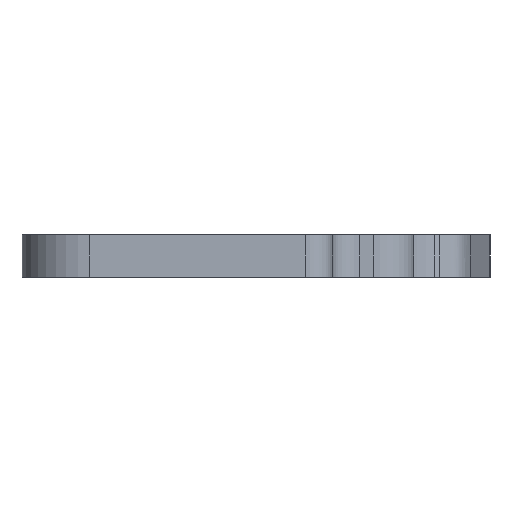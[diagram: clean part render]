
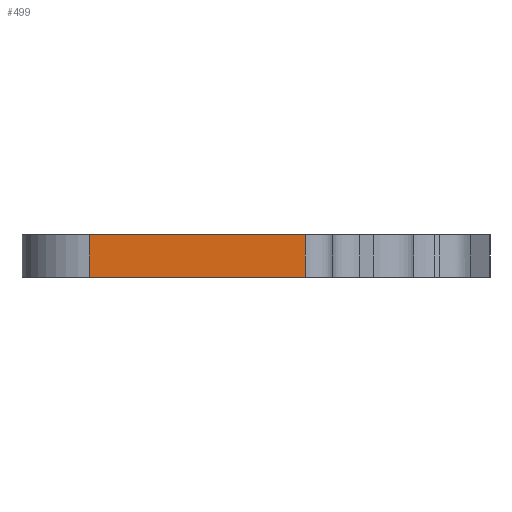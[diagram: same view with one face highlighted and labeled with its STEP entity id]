
A CAD part, front view. The second image highlights one B-rep face of the part: STEP entity #499.
In plain terms, the highlighted planar face has unit normal (0, -1, 0).
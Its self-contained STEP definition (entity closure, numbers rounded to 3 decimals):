
#30=PLANE('',#553);
#63=FACE_OUTER_BOUND('',#93,.T.);
#93=EDGE_LOOP('',(#391,#392,#393,#394));
#128=LINE('',#833,#172);
#132=LINE('',#853,#176);
#133=LINE('',#854,#177);
#134=LINE('',#855,#178);
#172=VECTOR('',#611,10.);
#176=VECTOR('',#635,10.);
#177=VECTOR('',#636,10.);
#178=VECTOR('',#637,10.);
#229=VERTEX_POINT('',#731);
#247=VERTEX_POINT('',#831);
#252=VERTEX_POINT('',#851);
#253=VERTEX_POINT('',#852);
#297=EDGE_CURVE('',#247,#229,#128,.T.);
#306=EDGE_CURVE('',#252,#253,#132,.T.);
#307=EDGE_CURVE('',#252,#229,#133,.T.);
#308=EDGE_CURVE('',#253,#247,#134,.T.);
#391=ORIENTED_EDGE('',*,*,#306,.F.);
#392=ORIENTED_EDGE('',*,*,#307,.T.);
#393=ORIENTED_EDGE('',*,*,#297,.F.);
#394=ORIENTED_EDGE('',*,*,#308,.F.);
#499=ADVANCED_FACE('',(#63),#30,.T.);
#553=AXIS2_PLACEMENT_3D('',#850,#633,#634);
#611=DIRECTION('',(1.,0.,0.));
#633=DIRECTION('center_axis',(0.,-1.,0.));
#634=DIRECTION('ref_axis',(1.,0.,0.));
#635=DIRECTION('',(-1.,0.,0.));
#636=DIRECTION('',(0.,0.,1.));
#637=DIRECTION('',(0.,0.,1.));
#731=CARTESIAN_POINT('',(124.678,131.867,-141.201));
#831=CARTESIAN_POINT('',(108.678,131.867,-141.201));
#833=CARTESIAN_POINT('',(124.678,131.867,-141.201));
#850=CARTESIAN_POINT('Origin',(108.678,131.867,-144.376));
#851=CARTESIAN_POINT('',(124.678,131.867,-144.376));
#852=CARTESIAN_POINT('',(108.678,131.867,-144.376));
#853=CARTESIAN_POINT('',(124.678,131.867,-144.376));
#854=CARTESIAN_POINT('',(124.678,131.867,-144.376));
#855=CARTESIAN_POINT('',(108.678,131.867,-144.376));
